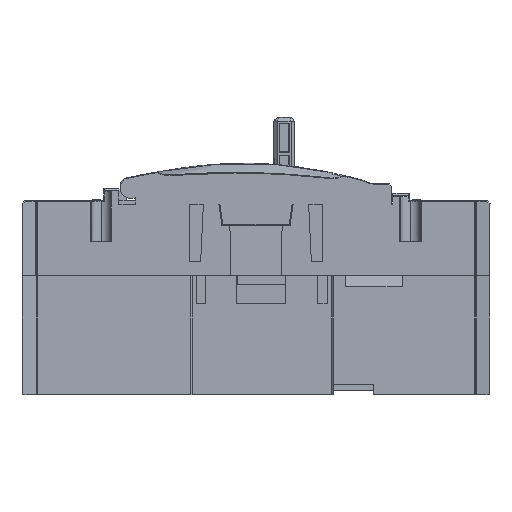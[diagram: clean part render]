
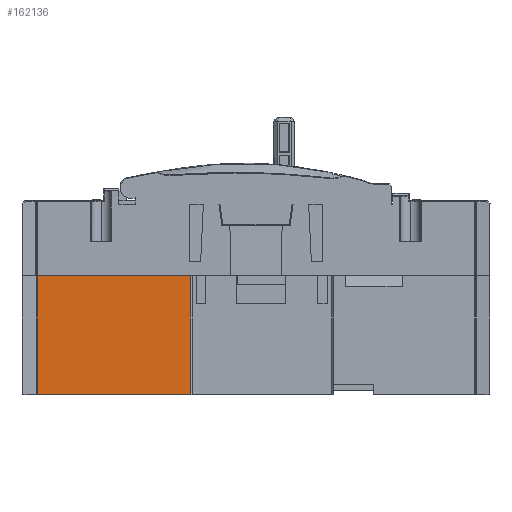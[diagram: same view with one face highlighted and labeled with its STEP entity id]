
A CAD part, left-side view. The second image highlights one B-rep face of the part: STEP entity #162136.
In plain terms, the highlighted planar face has unit normal (-1, 0, 0).
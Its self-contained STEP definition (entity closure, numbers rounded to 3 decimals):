
#1687 = VECTOR ( 'NONE', #156902, 1000. ) ;
#2649 = DIRECTION ( 'NONE',  ( 0., -1., 0. ) ) ;
#4178 = CARTESIAN_POINT ( 'NONE',  ( -254.8, 23.143, -26.5 ) ) ;
#4348 = LINE ( 'NONE', #100319, #147409 ) ;
#14372 = DIRECTION ( 'NONE',  ( 0., 0., 1. ) ) ;
#21534 = LINE ( 'NONE', #97491, #97505 ) ;
#26111 = VERTEX_POINT ( 'NONE', #88326 ) ;
#31418 = DIRECTION ( 'NONE',  ( 0., 0., 1. ) ) ;
#43444 = VECTOR ( 'NONE', #31418, 1000. ) ;
#46912 = EDGE_CURVE ( 'NONE', #84234, #127194, #177415, .T. ) ;
#53212 = ORIENTED_EDGE ( 'NONE', *, *, #135198, .F. ) ;
#54149 = DIRECTION ( 'NONE',  ( 0., 0., -1. ) ) ;
#58070 = VERTEX_POINT ( 'NONE', #4178 ) ;
#59399 = CARTESIAN_POINT ( 'NONE',  ( -254.8, -8.499, -68.5 ) ) ;
#66919 = CARTESIAN_POINT ( 'NONE',  ( -254.8, 23.143, -67.5 ) ) ;
#75628 = CARTESIAN_POINT ( 'NONE',  ( -254.8, 23.143, -68.5 ) ) ;
#77330 = PLANE ( 'NONE',  #147001 ) ;
#83842 = ORIENTED_EDGE ( 'NONE', *, *, #102242, .T. ) ;
#84234 = VERTEX_POINT ( 'NONE', #137304 ) ;
#88326 = CARTESIAN_POINT ( 'NONE',  ( -254.8, 77.3, -26.5 ) ) ;
#90720 = ORIENTED_EDGE ( 'NONE', *, *, #158085, .F. ) ;
#97491 = CARTESIAN_POINT ( 'NONE',  ( -254.8, 23.143, -67.5 ) ) ;
#97505 = VECTOR ( 'NONE', #14372, 1000. ) ;
#100319 = CARTESIAN_POINT ( 'NONE',  ( -254.8, -8.499, -26.5 ) ) ;
#102242 = EDGE_CURVE ( 'NONE', #127194, #58070, #21534, .T. ) ;
#125038 = EDGE_LOOP ( 'NONE', ( #53212, #132346, #83842, #90720 ) ) ;
#127194 = VERTEX_POINT ( 'NONE', #75628 ) ;
#132346 = ORIENTED_EDGE ( 'NONE', *, *, #46912, .T. ) ;
#135198 = EDGE_CURVE ( 'NONE', #84234, #26111, #143195, .T. ) ;
#137304 = CARTESIAN_POINT ( 'NONE',  ( -254.8, 77.3, -68.5 ) ) ;
#142846 = FACE_OUTER_BOUND ( 'NONE', #125038, .T. ) ;
#143195 = LINE ( 'NONE', #152126, #43444 ) ;
#147001 = AXIS2_PLACEMENT_3D ( 'NONE', #66919, #163854, #54149 ) ;
#147409 = VECTOR ( 'NONE', #2649, 1000. ) ;
#152126 = CARTESIAN_POINT ( 'NONE',  ( -254.8, 77.3, -67.5 ) ) ;
#156902 = DIRECTION ( 'NONE',  ( 0., -1., 0. ) ) ;
#158085 = EDGE_CURVE ( 'NONE', #26111, #58070, #4348, .T. ) ;
#162136 = ADVANCED_FACE ( 'NONE', ( #142846 ), #77330, .F. ) ;
#163854 = DIRECTION ( 'NONE',  ( 1., 0., 0. ) ) ;
#177415 = LINE ( 'NONE', #59399, #1687 ) ;
